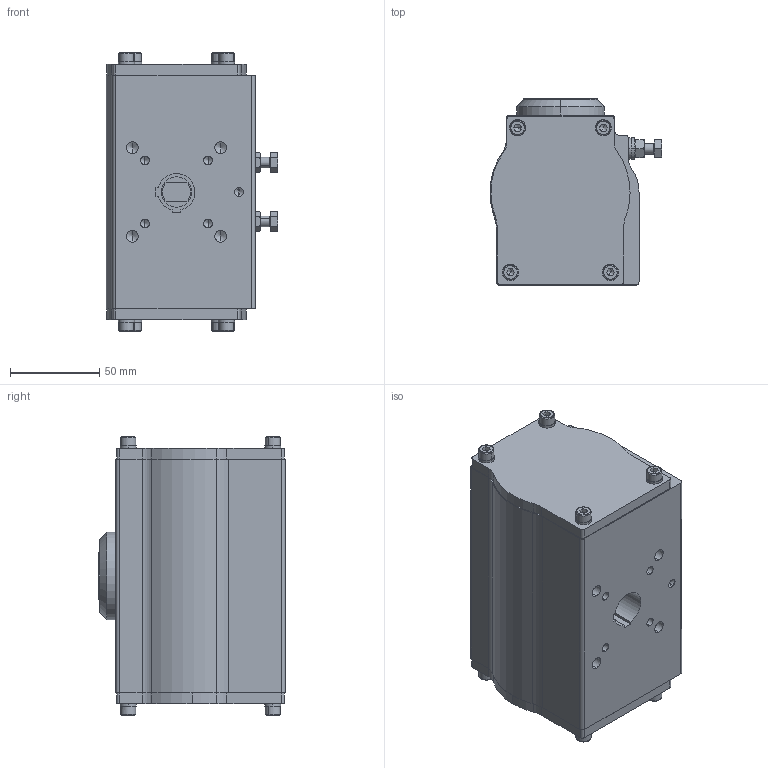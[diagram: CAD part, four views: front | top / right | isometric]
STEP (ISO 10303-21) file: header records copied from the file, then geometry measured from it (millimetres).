
FILE_DESCRIPTION (( 'STEP AP214' ), '1' );
FILE_NAME ('F89E-004-DA.STP', '2016-11-17T05:38:25', ( '' ), ( '' ), 'SwSTEP 2.0', 'SolidWorks 2014', '' );
FILE_SCHEMA (( 'AUTOMOTIVE_DESIGN' ));
Length unit declared in the file: millimetre
Products named in the file (1): F89E-004-DA
Bounding box: 96.37 x 104.5 x 155.84 mm (x, y, z)
Volume: 1022818 mm3; surface area: 81752.7 mm2
Topology: 2 solids, 6 shells, 531 faces, 1385 edges, 854 vertices
Faces by surface type: cylinder 213, plane 177, cone 102, bspline 39
Entity records: 23402 total; most frequent: CARTESIAN_POINT 4942, ORIENTED_EDGE 2646, DIRECTION 2645, EDGE_CURVE 1323, AXIS2_PLACEMENT_3D 1045, VERTEX_POINT 854, EDGE_LOOP 603, VECTOR 555
